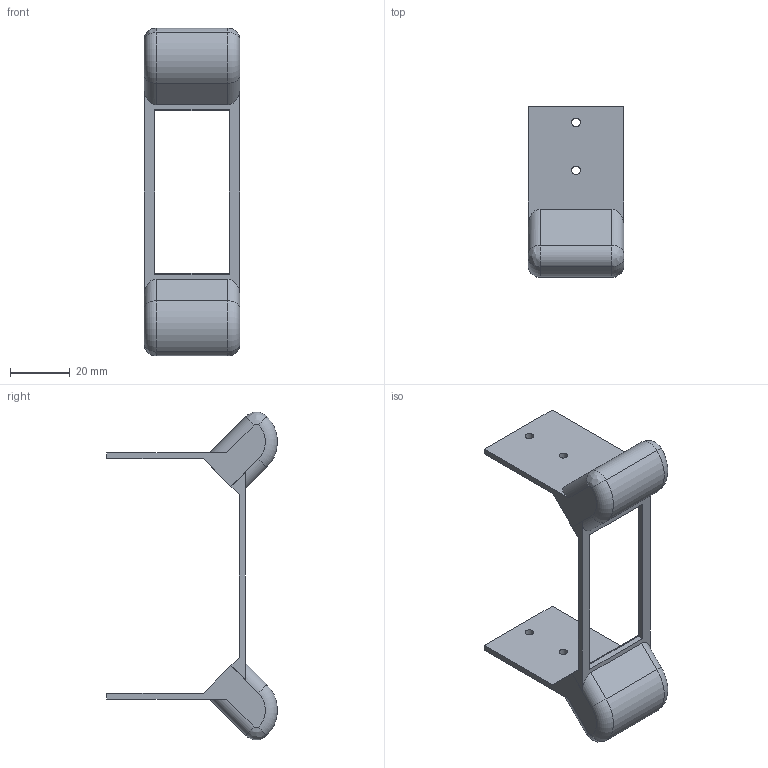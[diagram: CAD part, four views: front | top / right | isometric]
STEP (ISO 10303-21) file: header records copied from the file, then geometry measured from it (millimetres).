
FILE_DESCRIPTION(/* description */ (''),/* implementation_level */ '2;1');
FILE_NAME(/* name */ 'baby skis v16.step',/* time_stamp */ '2022-06-16T21:42:17+03:00',/* author */ (''),/* organization */ (''),/* preprocessor_version */ 'ST-DEVELOPER v19',/* originating_system */ 'Autodesk Translation Framework v11.7.0.108',/* authorisation */ '');
FILE_SCHEMA (('AUTOMOTIVE_DESIGN { 1 0 10303 214 3 1 1 }'));
Length unit declared in the file: millimetre
Products named in the file (1): baby skis
Bounding box: 32 x 56.96 x 109.48 mm (x, y, z)
Volume: 29217.9 mm3; surface area: 11850.7 mm2
Topology: 1 solids, 1 shells, 51 faces, 134 edges, 84 vertices
Faces by surface type: plane 27, cylinder 16, bspline 4, torus 4
Full cylindrical faces by diameter (mm): 2.85 x4
Entity records: 1854 total; most frequent: CARTESIAN_POINT 524, DIRECTION 270, ORIENTED_EDGE 268, EDGE_CURVE 134, AXIS2_PLACEMENT_3D 92, LINE 86, VECTOR 86, VERTEX_POINT 84
